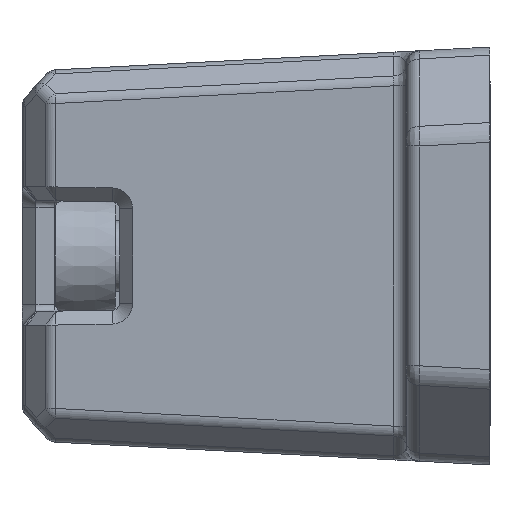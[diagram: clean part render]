
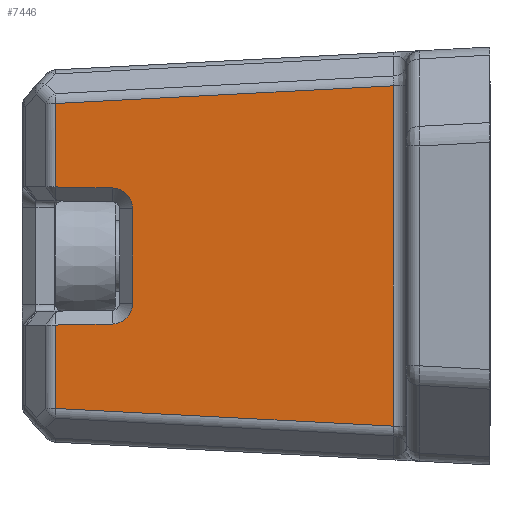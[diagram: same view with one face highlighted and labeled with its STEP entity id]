
A CAD part, left-side view. The second image highlights one B-rep face of the part: STEP entity #7446.
In plain terms, the highlighted planar face has unit normal (-0.999, 0.052, 0).
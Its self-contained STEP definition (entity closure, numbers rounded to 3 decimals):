
#139=B_SPLINE_CURVE_WITH_KNOTS('',3,(#13209,#13210,#13211,#13212,#13213,
#13214,#13215,#13216,#13217,#13218),.UNSPECIFIED.,.F.,.F.,(4,2,2,2,4),(-0.117,
-0.088,-0.058,-0.029,0.),
 .UNSPECIFIED.);
#140=B_SPLINE_CURVE_WITH_KNOTS('',3,(#13222,#13223,#13224,#13225,#13226,
#13227,#13228,#13229,#13230,#13231),.UNSPECIFIED.,.F.,.F.,(4,2,2,2,4),(-0.117,
-0.088,-0.058,-0.029,0.),
 .UNSPECIFIED.);
#248=PLANE('',#8181);
#768=LINE('',#11393,#1300);
#911=LINE('',#13207,#1443);
#912=LINE('',#13220,#1444);
#913=LINE('',#13233,#1445);
#914=LINE('',#13235,#1446);
#915=LINE('',#13237,#1447);
#916=LINE('',#13238,#1448);
#917=LINE('',#13239,#1449);
#1300=VECTOR('',#9054,1000.);
#1443=VECTOR('',#9411,1000.);
#1444=VECTOR('',#9412,1000.);
#1445=VECTOR('',#9413,1000.);
#1446=VECTOR('',#9414,1000.);
#1447=VECTOR('',#9415,1000.);
#1448=VECTOR('',#9416,1000.);
#1449=VECTOR('',#9417,1000.);
#1881=FACE_OUTER_BOUND('',#2357,.T.);
#2357=EDGE_LOOP('',(#5471,#5472,#5473,#5474,#5475,#5476,#5477,#5478,#5479,
#5480));
#3223=VERTEX_POINT('',#11291);
#3252=VERTEX_POINT('',#11381);
#3253=VERTEX_POINT('',#11392);
#3466=VERTEX_POINT('',#13206);
#3467=VERTEX_POINT('',#13208);
#3468=VERTEX_POINT('',#13219);
#3469=VERTEX_POINT('',#13221);
#3470=VERTEX_POINT('',#13232);
#3471=VERTEX_POINT('',#13234);
#3472=VERTEX_POINT('',#13236);
#3976=EDGE_CURVE('',#3253,#3252,#768,.T.);
#4237=EDGE_CURVE('',#3252,#3466,#911,.T.);
#4238=EDGE_CURVE('',#3466,#3467,#139,.T.);
#4239=EDGE_CURVE('',#3467,#3468,#912,.T.);
#4240=EDGE_CURVE('',#3468,#3469,#140,.T.);
#4241=EDGE_CURVE('',#3469,#3470,#913,.T.);
#4242=EDGE_CURVE('',#3470,#3471,#914,.T.);
#4243=EDGE_CURVE('',#3471,#3472,#915,.T.);
#4244=EDGE_CURVE('',#3472,#3223,#916,.T.);
#4245=EDGE_CURVE('',#3223,#3253,#917,.T.);
#5471=ORIENTED_EDGE('',*,*,#3976,.T.);
#5472=ORIENTED_EDGE('',*,*,#4237,.T.);
#5473=ORIENTED_EDGE('',*,*,#4238,.T.);
#5474=ORIENTED_EDGE('',*,*,#4239,.T.);
#5475=ORIENTED_EDGE('',*,*,#4240,.T.);
#5476=ORIENTED_EDGE('',*,*,#4241,.T.);
#5477=ORIENTED_EDGE('',*,*,#4242,.T.);
#5478=ORIENTED_EDGE('',*,*,#4243,.T.);
#5479=ORIENTED_EDGE('',*,*,#4244,.T.);
#5480=ORIENTED_EDGE('',*,*,#4245,.T.);
#7446=ADVANCED_FACE('',(#1881),#248,.T.);
#8181=AXIS2_PLACEMENT_3D('',#13205,#9409,#9410);
#9054=DIRECTION('',(0.,0.,-1.));
#9409=DIRECTION('center_axis',(-0.999,0.052,0.));
#9410=DIRECTION('ref_axis',(-0.052,-0.999,0.));
#9411=DIRECTION('',(-0.052,-0.998,-0.017));
#9412=DIRECTION('',(0.,0.,-1.));
#9413=DIRECTION('',(0.052,0.998,-0.017));
#9414=DIRECTION('',(0.,0.,-1.));
#9415=DIRECTION('',(-0.052,-0.997,-0.052));
#9416=DIRECTION('',(0.,0.,1.));
#9417=DIRECTION('',(0.052,0.997,-0.052));
#11291=CARTESIAN_POINT('',(-11.068,3.474,6.109));
#11381=CARTESIAN_POINT('',(-10.433,15.595,2.479));
#11392=CARTESIAN_POINT('',(-10.433,15.595,5.474));
#11393=CARTESIAN_POINT('',(-10.433,15.595,-5.668));
#13205=CARTESIAN_POINT('Origin',(-11.25,0.,-7.5));
#13206=CARTESIAN_POINT('',(-10.539,13.563,2.443));
#13207=CARTESIAN_POINT('',(-11.259,-0.169,2.203));
#13208=CARTESIAN_POINT('',(-10.578,12.826,1.693));
#13209=CARTESIAN_POINT('Ctrl Pts',(-10.539,13.563,2.443));
#13210=CARTESIAN_POINT('Ctrl Pts',(-10.544,13.466,2.441));
#13211=CARTESIAN_POINT('Ctrl Pts',(-10.549,13.369,2.421));
#13212=CARTESIAN_POINT('Ctrl Pts',(-10.559,13.191,2.344));
#13213=CARTESIAN_POINT('Ctrl Pts',(-10.563,13.109,2.288));
#13214=CARTESIAN_POINT('Ctrl Pts',(-10.57,12.973,2.15));
#13215=CARTESIAN_POINT('Ctrl Pts',(-10.573,12.919,2.067));
#13216=CARTESIAN_POINT('Ctrl Pts',(-10.577,12.845,1.887));
#13217=CARTESIAN_POINT('Ctrl Pts',(-10.578,12.826,1.791));
#13218=CARTESIAN_POINT('Ctrl Pts',(-10.578,12.826,1.693));
#13219=CARTESIAN_POINT('',(-10.578,12.826,-1.693));
#13220=CARTESIAN_POINT('',(-10.578,12.826,-7.5));
#13221=CARTESIAN_POINT('',(-10.539,13.563,-2.443));
#13222=CARTESIAN_POINT('Ctrl Pts',(-10.578,12.826,-1.693));
#13223=CARTESIAN_POINT('Ctrl Pts',(-10.578,12.826,-1.791));
#13224=CARTESIAN_POINT('Ctrl Pts',(-10.577,12.845,-1.887));
#13225=CARTESIAN_POINT('Ctrl Pts',(-10.573,12.919,-2.067));
#13226=CARTESIAN_POINT('Ctrl Pts',(-10.57,12.973,-2.15));
#13227=CARTESIAN_POINT('Ctrl Pts',(-10.563,13.109,-2.288));
#13228=CARTESIAN_POINT('Ctrl Pts',(-10.559,13.191,-2.344));
#13229=CARTESIAN_POINT('Ctrl Pts',(-10.549,13.369,-2.421));
#13230=CARTESIAN_POINT('Ctrl Pts',(-10.544,13.466,-2.441));
#13231=CARTESIAN_POINT('Ctrl Pts',(-10.539,13.563,-2.443));
#13232=CARTESIAN_POINT('',(-10.433,15.595,-2.479));
#13233=CARTESIAN_POINT('',(-11.245,0.092,-2.208));
#13234=CARTESIAN_POINT('',(-10.433,15.595,-5.472));
#13235=CARTESIAN_POINT('',(-10.433,15.595,-5.668));
#13236=CARTESIAN_POINT('',(-11.068,3.474,-6.107));
#13237=CARTESIAN_POINT('',(-11.093,2.989,-6.133));
#13238=CARTESIAN_POINT('',(-11.068,3.474,6.341));
#13239=CARTESIAN_POINT('',(-10.422,15.791,5.464));
